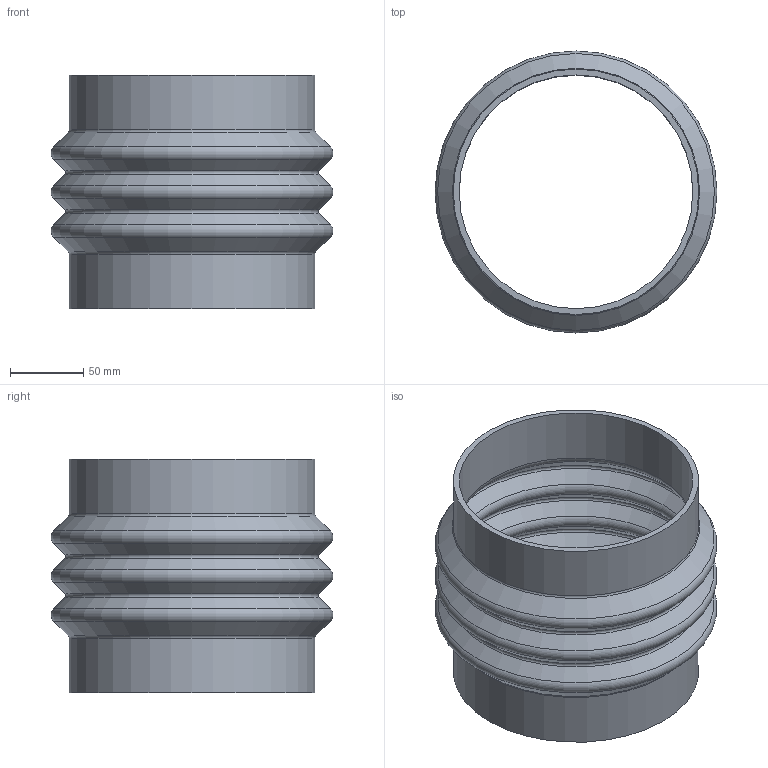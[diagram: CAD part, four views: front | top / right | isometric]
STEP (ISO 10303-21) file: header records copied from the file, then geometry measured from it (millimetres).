
FILE_DESCRIPTION (( 'STEP AP203' ), '1' );
FILE_NAME ('5SU3020_F543A_GIUNTO-ANTIVIB_20.STEP', '2022-03-10T10:58:04', ( '' ), ( '' ), 'SwSTEP 2.0', 'SolidWorks 2018', '' );
FILE_SCHEMA (( 'CONFIG_CONTROL_DESIGN' ));
Length unit declared in the file: millimetre
Products named in the file (1): 5SU3020_F543A_GIUNTO-ANTIVIB_20
Bounding box: 192.98 x 192.98 x 160 mm (x, y, z)
Volume: 400453 mm3; surface area: 204348.3 mm2
Topology: 1 solids, 1 shells, 32 faces, 79 edges, 49 vertices
Faces by surface type: torus 14, cone 12, cylinder 4, plane 2
Full cylindrical faces by diameter (mm): 160 x2, 168 x2
Entity records: 725 total; most frequent: DIRECTION 130, CARTESIAN_POINT 97, AXIS2_PLACEMENT_3D 65, EDGE_LOOP 64, ORIENTED_EDGE 64, FACE_OUTER_BOUND 50, ADVANCED_FACE 32, EDGE_CURVE 32
